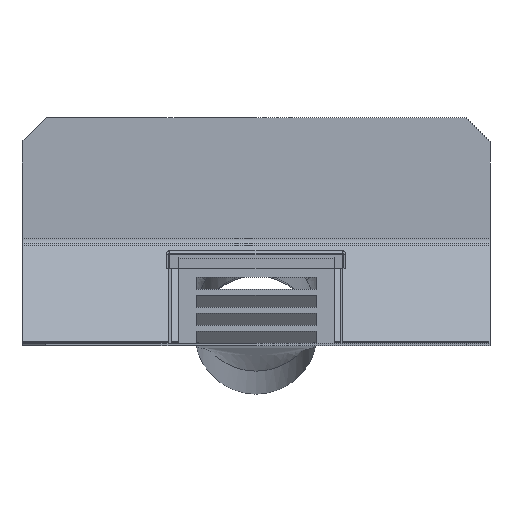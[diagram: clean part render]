
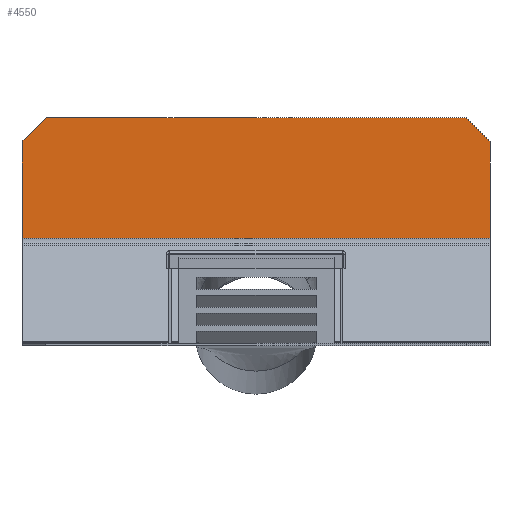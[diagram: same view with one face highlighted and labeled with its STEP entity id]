
A CAD part, left-side view. The second image highlights one B-rep face of the part: STEP entity #4550.
In plain terms, the highlighted planar face has unit normal (-1, 0, 0).
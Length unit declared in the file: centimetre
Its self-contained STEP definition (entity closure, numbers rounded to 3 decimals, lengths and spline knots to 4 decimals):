
#255=FACE_OUTER_BOUND('',#491,.T.);
#491=EDGE_LOOP('',(#3092,#3093,#3094,#3095,#3096,#3097));
#785=LINE('',#6741,#1346);
#789=LINE('',#6749,#1350);
#792=LINE('',#6755,#1353);
#793=LINE('',#6757,#1354);
#794=LINE('',#6759,#1355);
#795=LINE('',#6760,#1356);
#1346=VECTOR('',#5157,1.);
#1350=VECTOR('',#5163,1.);
#1353=VECTOR('',#5168,1.);
#1354=VECTOR('',#5169,1.);
#1355=VECTOR('',#5170,1.);
#1356=VECTOR('',#5171,1.);
#1919=VERTEX_POINT('',#6739);
#1920=VERTEX_POINT('',#6740);
#1923=VERTEX_POINT('',#6748);
#1925=VERTEX_POINT('',#6754);
#1926=VERTEX_POINT('',#6756);
#1927=VERTEX_POINT('',#6758);
#2381=EDGE_CURVE('',#1919,#1920,#785,.T.);
#2385=EDGE_CURVE('',#1920,#1923,#789,.T.);
#2388=EDGE_CURVE('',#1919,#1925,#792,.T.);
#2389=EDGE_CURVE('',#1925,#1926,#793,.T.);
#2390=EDGE_CURVE('',#1926,#1927,#794,.T.);
#2391=EDGE_CURVE('',#1923,#1927,#795,.T.);
#3092=ORIENTED_EDGE('',*,*,#2381,.F.);
#3093=ORIENTED_EDGE('',*,*,#2388,.T.);
#3094=ORIENTED_EDGE('',*,*,#2389,.T.);
#3095=ORIENTED_EDGE('',*,*,#2390,.T.);
#3096=ORIENTED_EDGE('',*,*,#2391,.F.);
#3097=ORIENTED_EDGE('',*,*,#2385,.F.);
#4357=PLANE('',#4800);
#4550=ADVANCED_FACE('',(#255),#4357,.T.);
#4800=AXIS2_PLACEMENT_3D('',#6753,#5166,#5167);
#5157=DIRECTION('',(0.,-0.707,0.707));
#5163=DIRECTION('',(0.,-1.,0.));
#5166=DIRECTION('center_axis',(-1.,0.,0.));
#5167=DIRECTION('ref_axis',(0.,-1.,0.));
#5168=DIRECTION('',(0.,0.,-1.));
#5169=DIRECTION('',(0.,-1.,0.));
#5170=DIRECTION('',(0.,0.,1.));
#5171=DIRECTION('',(0.,-0.707,-0.707));
#6739=CARTESIAN_POINT('',(1806.5307,659.5558,370.9468));
#6740=CARTESIAN_POINT('',(1806.5307,639.5558,390.9468));
#6741=CARTESIAN_POINT('',(1806.5307,674.6845,355.8181));
#6748=CARTESIAN_POINT('',(1806.5307,289.5558,390.9468));
#6749=CARTESIAN_POINT('',(1806.5307,659.5558,390.9468));
#6753=CARTESIAN_POINT('Origin',(1806.5307,659.5558,290.4321));
#6754=CARTESIAN_POINT('',(1806.5307,659.5558,290.4321));
#6755=CARTESIAN_POINT('',(1806.5307,659.5558,390.9468));
#6756=CARTESIAN_POINT('',(1806.5307,269.5558,290.4321));
#6757=CARTESIAN_POINT('',(1806.5307,659.5558,290.4321));
#6758=CARTESIAN_POINT('',(1806.5307,269.5558,370.9468));
#6759=CARTESIAN_POINT('',(1806.5307,269.5558,390.9468));
#6760=CARTESIAN_POINT('',(1806.5307,351.9271,453.3181));
